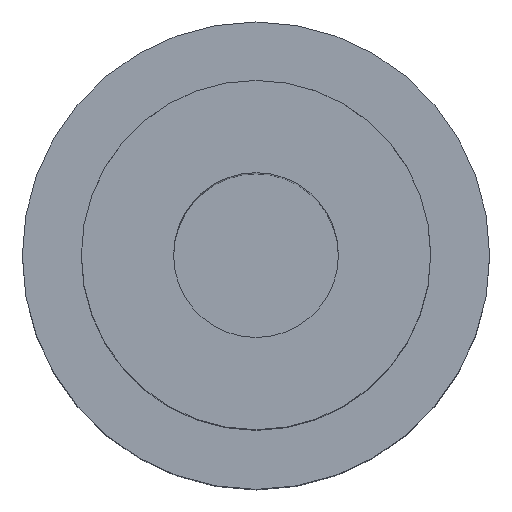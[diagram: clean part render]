
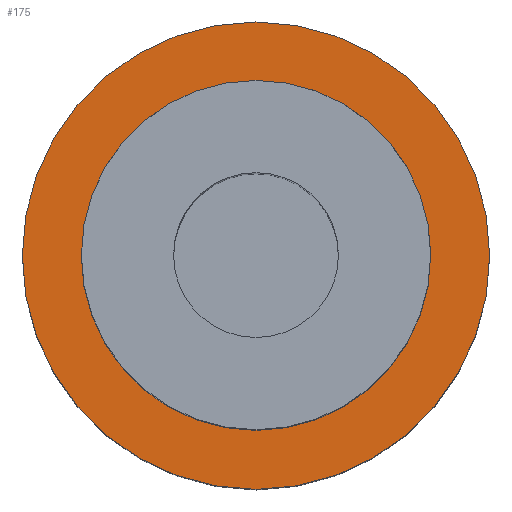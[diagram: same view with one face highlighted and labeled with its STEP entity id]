
A CAD part, top view. The second image highlights one B-rep face of the part: STEP entity #175.
In plain terms, the highlighted planar face has unit normal (0, 0, 1).
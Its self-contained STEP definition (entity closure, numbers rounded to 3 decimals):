
#15=FACE_BOUND('',#44,.T.);
#23=PLANE('',#214);
#31=FACE_OUTER_BOUND('',#43,.T.);
#43=EDGE_LOOP('',(#139));
#44=EDGE_LOOP('',(#140));
#70=CIRCLE('',#207,4.75);
#74=CIRCLE('',#213,3.55);
#85=VERTEX_POINT('',#302);
#89=VERTEX_POINT('',#314);
#101=EDGE_CURVE('',#85,#85,#70,.T.);
#108=EDGE_CURVE('',#89,#89,#74,.T.);
#139=ORIENTED_EDGE('',*,*,#101,.F.);
#140=ORIENTED_EDGE('',*,*,#108,.F.);
#175=ADVANCED_FACE('',(#31,#15),#23,.T.);
#207=AXIS2_PLACEMENT_3D('',#303,#242,#243);
#213=AXIS2_PLACEMENT_3D('',#316,#257,#258);
#214=AXIS2_PLACEMENT_3D('',#317,#259,#260);
#242=DIRECTION('center_axis',(0.,0.,-1.));
#243=DIRECTION('ref_axis',(-1.,0.,0.));
#257=DIRECTION('center_axis',(0.,0.,1.));
#258=DIRECTION('ref_axis',(-1.,0.,0.));
#259=DIRECTION('center_axis',(0.,0.,1.));
#260=DIRECTION('ref_axis',(1.,0.,0.));
#302=CARTESIAN_POINT('',(4.75,0.,6.2));
#303=CARTESIAN_POINT('Origin',(0.,0.,6.2));
#314=CARTESIAN_POINT('',(3.55,0.,6.2));
#316=CARTESIAN_POINT('Origin',(0.,0.,
6.2));
#317=CARTESIAN_POINT('Origin',(0.,0.,6.2));
